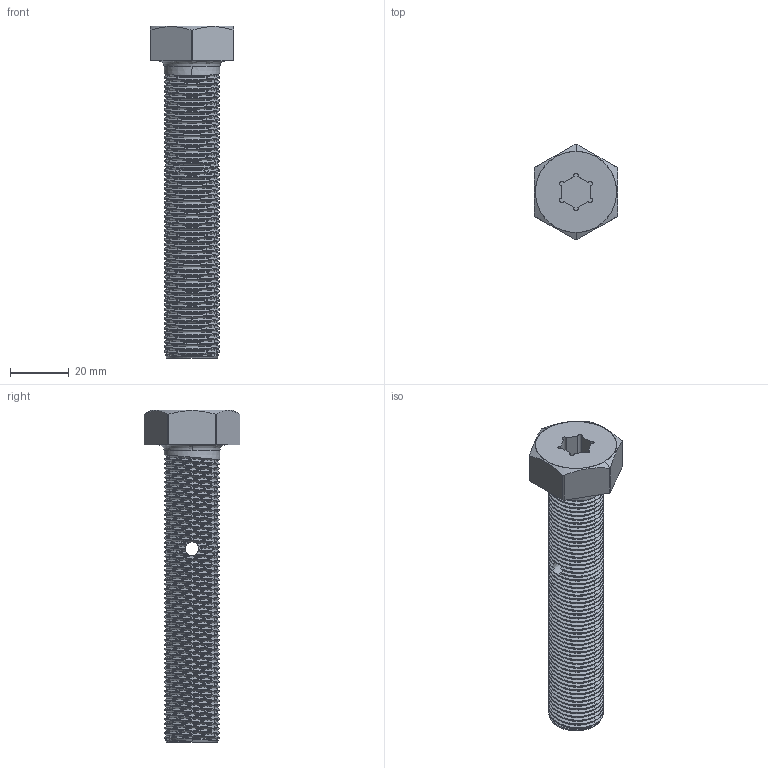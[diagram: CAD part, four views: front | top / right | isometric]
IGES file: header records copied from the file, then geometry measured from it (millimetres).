
Start section: SolidWorks IGES file using analytic representation for surfaces
Global section: file name: D1001186-v2_AdLIGO_AOS_Screw .75-10x4.0_92240A849.IGS; native system: SolidWorks 2010; preprocessor: SolidWorks 2010; author: mruiz; date: 111007.102713; units: inch
Bounding box: 28.57 x 32.74 x 113.51 mm (x, y, z)
Surface area: 11949.7 mm2 (no closed solid volume)
Topology: 0 solids, 0 shells, 547 faces, 6822 edges, 6822 vertices
Faces by surface type: revolution 529, bspline 18
